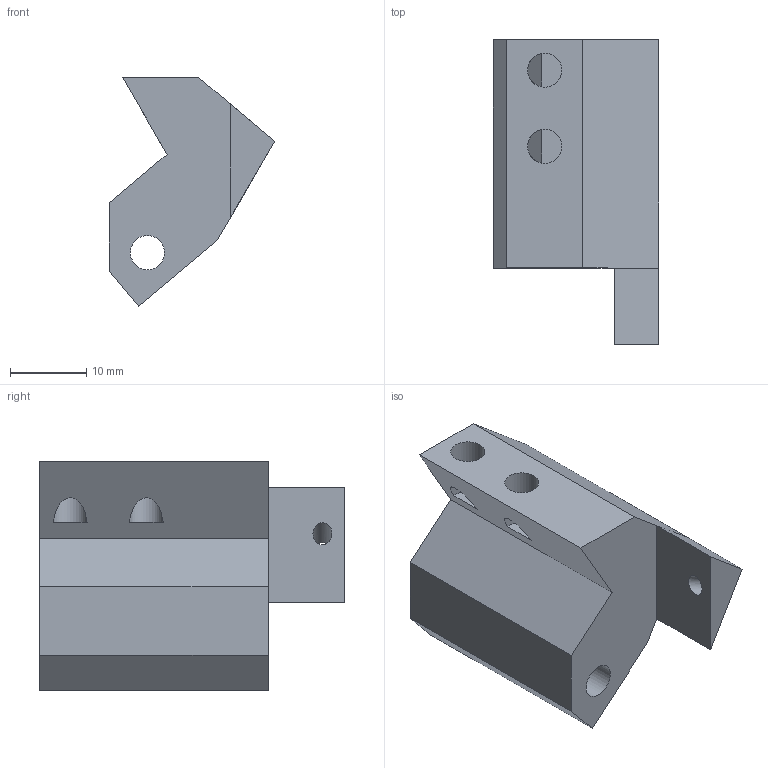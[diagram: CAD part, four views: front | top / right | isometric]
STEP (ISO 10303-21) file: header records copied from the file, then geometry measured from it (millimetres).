
FILE_DESCRIPTION(('FreeCAD Model'),'2;1');
FILE_NAME('Open CASCADE Shape Model','2023-08-25T22:15:30',('Author'),( ''),'Open CASCADE STEP processor 7.6','FreeCAD','Unknown');
FILE_SCHEMA(('AUTOMOTIVE_DESIGN { 1 0 10303 214 1 1 1 1 }'));
Length unit declared in the file: millimetre
Products named in the file (1): fan_mount_left (Mirror #1)
Bounding box: 21.71 x 40 x 30.07 mm (x, y, z)
Volume: 10838.3 mm3; surface area: 4357 mm2
Topology: 1 solids, 1 shells, 22 faces, 54 edges, 35 vertices
Faces by surface type: plane 17, cylinder 5
Full cylindrical faces by diameter (mm): 2.5 x2, 4.5 x3
Entity records: 1458 total; most frequent: CARTESIAN_POINT 320, DIRECTION 211, LINE 131, VECTOR 131, ORIENTED_EDGE 108, PCURVE 108, DEFINITIONAL_REPRESENTATION 108, EDGE_CURVE 54
